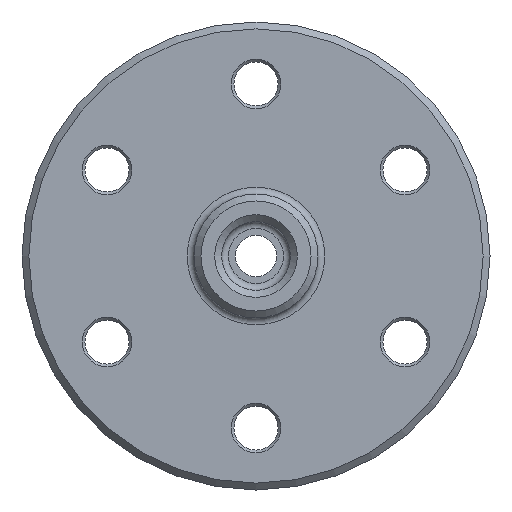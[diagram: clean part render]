
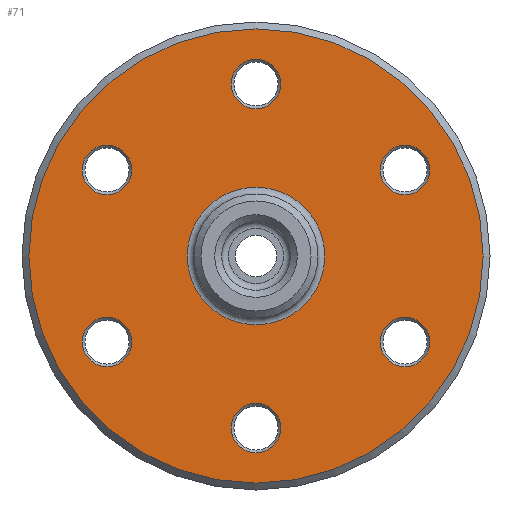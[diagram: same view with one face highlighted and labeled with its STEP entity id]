
A CAD part, front view. The second image highlights one B-rep face of the part: STEP entity #71.
In plain terms, the highlighted planar face has unit normal (0, -1, 0).
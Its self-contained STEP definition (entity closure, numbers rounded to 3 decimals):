
#59=PLANE('',#656);
#71=ADVANCED_FACE('',(#140,#141,#142,#143,#144,#145,#146,#147),#59,.T.);
#140=FACE_BOUND('',#252,.T.);
#141=FACE_BOUND('',#253,.T.);
#142=FACE_BOUND('',#254,.T.);
#143=FACE_BOUND('',#255,.T.);
#144=FACE_BOUND('',#256,.T.);
#145=FACE_BOUND('',#257,.T.);
#146=FACE_BOUND('',#258,.T.);
#147=FACE_BOUND('',#259,.T.);
#252=EDGE_LOOP('',(#364));
#253=EDGE_LOOP('',(#365));
#254=EDGE_LOOP('',(#366));
#255=EDGE_LOOP('',(#367));
#256=EDGE_LOOP('',(#368));
#257=EDGE_LOOP('',(#369));
#258=EDGE_LOOP('',(#370));
#259=EDGE_LOOP('',(#371));
#364=ORIENTED_EDGE('',*,*,#532,.T.);
#365=ORIENTED_EDGE('',*,*,#533,.T.);
#366=ORIENTED_EDGE('',*,*,#534,.T.);
#367=ORIENTED_EDGE('',*,*,#535,.T.);
#368=ORIENTED_EDGE('',*,*,#536,.T.);
#369=ORIENTED_EDGE('',*,*,#537,.T.);
#370=ORIENTED_EDGE('',*,*,#538,.T.);
#371=ORIENTED_EDGE('',*,*,#539,.T.);
#476=VERTEX_POINT('',#976);
#477=VERTEX_POINT('',#978);
#478=VERTEX_POINT('',#980);
#479=VERTEX_POINT('',#982);
#480=VERTEX_POINT('',#984);
#481=VERTEX_POINT('',#986);
#482=VERTEX_POINT('',#988);
#483=VERTEX_POINT('',#990);
#532=EDGE_CURVE('',#476,#476,#588,.T.);
#533=EDGE_CURVE('',#477,#477,#589,.T.);
#534=EDGE_CURVE('',#478,#478,#590,.T.);
#535=EDGE_CURVE('',#479,#479,#591,.T.);
#536=EDGE_CURVE('',#480,#480,#592,.T.);
#537=EDGE_CURVE('',#481,#481,#593,.T.);
#538=EDGE_CURVE('',#482,#482,#594,.T.);
#539=EDGE_CURVE('',#483,#483,#595,.T.);
#588=CIRCLE('',#648,1.8);
#589=CIRCLE('',#649,1.8);
#590=CIRCLE('',#650,1.8);
#591=CIRCLE('',#651,1.8);
#592=CIRCLE('',#652,1.8);
#593=CIRCLE('',#653,1.8);
#594=CIRCLE('',#654,5.);
#595=CIRCLE('',#655,16.5);
#648=AXIS2_PLACEMENT_3D('',#975,#765,#766);
#649=AXIS2_PLACEMENT_3D('',#977,#767,#768);
#650=AXIS2_PLACEMENT_3D('',#979,#769,#770);
#651=AXIS2_PLACEMENT_3D('',#981,#771,#772);
#652=AXIS2_PLACEMENT_3D('',#983,#773,#774);
#653=AXIS2_PLACEMENT_3D('',#985,#775,#776);
#654=AXIS2_PLACEMENT_3D('',#987,#777,#778);
#655=AXIS2_PLACEMENT_3D('',#989,#779,#780);
#656=AXIS2_PLACEMENT_3D('',#991,#781,#782);
#765=DIRECTION('',(0.,1.,0.));
#766=DIRECTION('',(0.,0.,-1.));
#767=DIRECTION('',(0.,1.,0.));
#768=DIRECTION('',(0.,0.,-1.));
#769=DIRECTION('',(0.,1.,0.));
#770=DIRECTION('',(0.,0.,-1.));
#771=DIRECTION('',(0.,1.,0.));
#772=DIRECTION('',(0.,0.,-1.));
#773=DIRECTION('',(0.,1.,0.));
#774=DIRECTION('',(0.,0.,-1.));
#775=DIRECTION('',(0.,1.,0.));
#776=DIRECTION('',(0.,0.,-1.));
#777=DIRECTION('',(0.,1.,0.));
#778=DIRECTION('',(0.,0.,-1.));
#779=DIRECTION('',(0.,-1.,0.));
#780=DIRECTION('',(0.,0.,-1.));
#781=DIRECTION('',(0.,-1.,0.));
#782=DIRECTION('',(0.,0.,-1.));
#975=CARTESIAN_POINT('',(-10.825,0.,6.25));
#976=CARTESIAN_POINT('',(-10.825,0.,4.45));
#977=CARTESIAN_POINT('',(-10.825,0.,-6.25));
#978=CARTESIAN_POINT('',(-10.825,0.,-8.05));
#979=CARTESIAN_POINT('',(0.,0.,-12.5));
#980=CARTESIAN_POINT('',(0.,0.,-14.3));
#981=CARTESIAN_POINT('',(10.825,0.,-6.25));
#982=CARTESIAN_POINT('',(10.825,0.,-8.05));
#983=CARTESIAN_POINT('',(10.825,0.,6.25));
#984=CARTESIAN_POINT('',(10.825,0.,4.45));
#985=CARTESIAN_POINT('',(0.,0.,12.5));
#986=CARTESIAN_POINT('',(0.,0.,10.7));
#987=CARTESIAN_POINT('',(0.,0.,0.));
#988=CARTESIAN_POINT('',(0.,0.,-5.));
#989=CARTESIAN_POINT('',(0.,0.,0.));
#990=CARTESIAN_POINT('',(0.,0.,-16.5));
#991=CARTESIAN_POINT('',(4.5,0.,0.));
